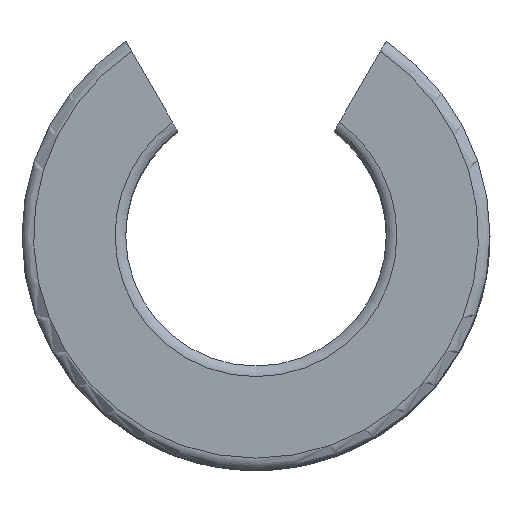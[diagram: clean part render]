
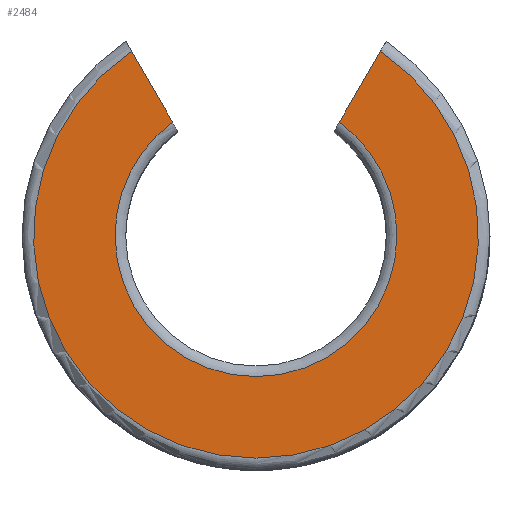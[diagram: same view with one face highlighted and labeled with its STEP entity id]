
A CAD part, top view. The second image highlights one B-rep face of the part: STEP entity #2484.
In plain terms, the highlighted planar face has unit normal (0, 0, 1).
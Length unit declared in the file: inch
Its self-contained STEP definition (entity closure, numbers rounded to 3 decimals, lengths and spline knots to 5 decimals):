
#31 = ORIENTED_EDGE ( 'NONE', *, *, #2875, .T. ) ;
#118 = VECTOR ( 'NONE', #1705, 39.37008 ) ;
#190 = CARTESIAN_POINT ( 'NONE',  ( 0., 0., 0.74625 ) ) ;
#195 = CARTESIAN_POINT ( 'NONE',  ( -0.20035, 0.27284, 0.74625 ) ) ;
#224 = VERTEX_POINT ( 'NONE', #1764 ) ;
#230 = CARTESIAN_POINT ( 'NONE',  ( -0.3385, 0., 0.74625 ) ) ;
#287 = DIRECTION ( 'NONE',  ( 0., 0., -1. ) ) ;
#288 = ORIENTED_EDGE ( 'NONE', *, *, #295, .F. ) ;
#295 = EDGE_CURVE ( 'NONE', #1127, #1249, #2043, .T. ) ;
#363 = EDGE_CURVE ( 'NONE', #459, #2395, #772, .T. ) ;
#402 = AXIS2_PLACEMENT_3D ( 'NONE', #2001, #2917, #860 ) ;
#459 = VERTEX_POINT ( 'NONE', #683 ) ;
#542 = DIRECTION ( 'NONE',  ( 0., -1., 0. ) ) ;
#644 = CARTESIAN_POINT ( 'NONE',  ( 0.29866, 0.44313, 0.74625 ) ) ;
#683 = CARTESIAN_POINT ( 'NONE',  ( 0.3385, 0., 0.74625 ) ) ;
#772 = CIRCLE ( 'NONE', #1037, 0.3385 ) ;
#773 = PLANE ( 'NONE',  #1258 ) ;
#860 = DIRECTION ( 'NONE',  ( 0., 1., 0. ) ) ;
#861 = EDGE_CURVE ( 'NONE', #224, #1299, #1659, .T. ) ;
#1005 = CARTESIAN_POINT ( 'NONE',  ( 0., 0., 0.74625 ) ) ;
#1022 = FACE_OUTER_BOUND ( 'NONE', #2171, .T. ) ;
#1037 = AXIS2_PLACEMENT_3D ( 'NONE', #2324, #287, #2058 ) ;
#1127 = VERTEX_POINT ( 'NONE', #2400 ) ;
#1190 = CARTESIAN_POINT ( 'NONE',  ( 0.42185, 0.6565, 0.74625 ) ) ;
#1234 = DIRECTION ( 'NONE',  ( 0., 0., -1. ) ) ;
#1249 = VERTEX_POINT ( 'NONE', #195 ) ;
#1255 = EDGE_CURVE ( 'NONE', #1299, #1127, #2274, .T. ) ;
#1258 = AXIS2_PLACEMENT_3D ( 'NONE', #2622, #1234, #1684 ) ;
#1299 = VERTEX_POINT ( 'NONE', #644 ) ;
#1311 = AXIS2_PLACEMENT_3D ( 'NONE', #190, #2899, #2222 ) ;
#1348 = AXIS2_PLACEMENT_3D ( 'NONE', #1005, #2155, #542 ) ;
#1377 = ORIENTED_EDGE ( 'NONE', *, *, #1706, .T. ) ;
#1467 = VECTOR ( 'NONE', #2423, 39.37008 ) ;
#1659 = LINE ( 'NONE', #1190, #118 ) ;
#1684 = DIRECTION ( 'NONE',  ( 0., 1., 0. ) ) ;
#1704 = ORIENTED_EDGE ( 'NONE', *, *, #363, .T. ) ;
#1705 = DIRECTION ( 'NONE',  ( 0.5, 0.866, 0. ) ) ;
#1706 = EDGE_CURVE ( 'NONE', #2395, #1249, #2372, .T. ) ;
#1764 = CARTESIAN_POINT ( 'NONE',  ( 0.20035, 0.27284, 0.74625 ) ) ;
#2001 = CARTESIAN_POINT ( 'NONE',  ( 0., 0., 0.74625 ) ) ;
#2043 = LINE ( 'NONE', #2437, #1467 ) ;
#2058 = DIRECTION ( 'NONE',  ( 0., -1., 0. ) ) ;
#2155 = DIRECTION ( 'NONE',  ( 0., 0., -1. ) ) ;
#2171 = EDGE_LOOP ( 'NONE', ( #2680, #2234, #31, #1704, #1377, #288 ) ) ;
#2222 = DIRECTION ( 'NONE',  ( 0., -1., 0. ) ) ;
#2234 = ORIENTED_EDGE ( 'NONE', *, *, #861, .F. ) ;
#2274 = CIRCLE ( 'NONE', #402, 0.53438 ) ;
#2324 = CARTESIAN_POINT ( 'NONE',  ( 0., 0., 0.74625 ) ) ;
#2372 = CIRCLE ( 'NONE', #1311, 0.3385 ) ;
#2395 = VERTEX_POINT ( 'NONE', #230 ) ;
#2400 = CARTESIAN_POINT ( 'NONE',  ( -0.29866, 0.44313, 0.74625 ) ) ;
#2423 = DIRECTION ( 'NONE',  ( 0.5, -0.866, 0. ) ) ;
#2437 = CARTESIAN_POINT ( 'NONE',  ( -0.1875, 0.25059, 0.74625 ) ) ;
#2484 = ADVANCED_FACE ( 'NONE', ( #1022 ), #773, .F. ) ;
#2622 = CARTESIAN_POINT ( 'NONE',  ( 0., 0.53438, 0.74625 ) ) ;
#2680 = ORIENTED_EDGE ( 'NONE', *, *, #1255, .F. ) ;
#2690 = CIRCLE ( 'NONE', #1348, 0.3385 ) ;
#2875 = EDGE_CURVE ( 'NONE', #224, #459, #2690, .T. ) ;
#2899 = DIRECTION ( 'NONE',  ( 0., 0., -1. ) ) ;
#2917 = DIRECTION ( 'NONE',  ( 0., 0., -1. ) ) ;
